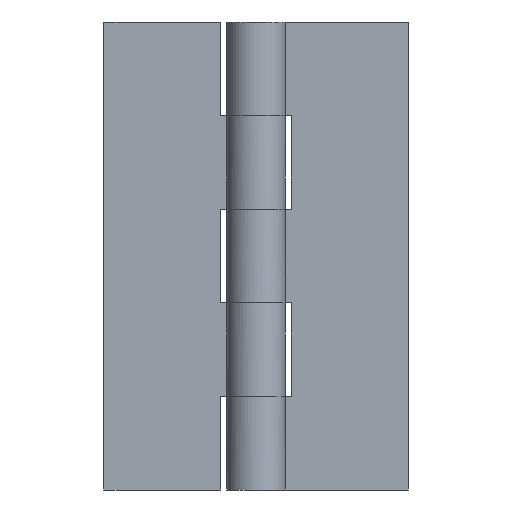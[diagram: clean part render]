
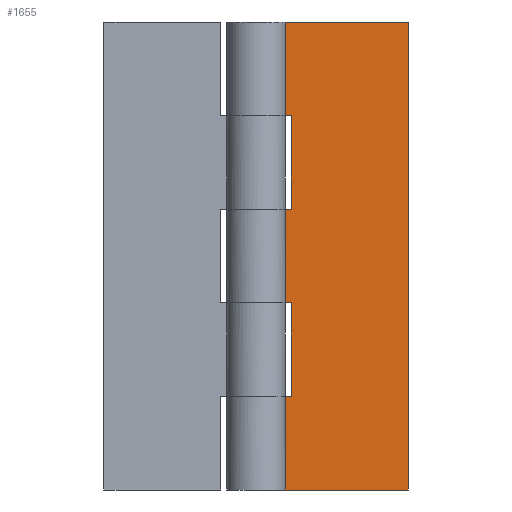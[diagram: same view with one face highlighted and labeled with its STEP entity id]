
A CAD part, front view. The second image highlights one B-rep face of the part: STEP entity #1655.
In plain terms, the highlighted free-form (B-spline) face has degree [1, 1] with [2, 2] control points.
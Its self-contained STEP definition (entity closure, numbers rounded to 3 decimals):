
#937=CARTESIAN_POINT('',(0.0,1.0,8.0));
#938=VERTEX_POINT('',#937);
#939=CARTESIAN_POINT('',(0.0,1.0,0.0));
#940=VERTEX_POINT('',#939);
#941=CARTESIAN_POINT('',(0.0,1.0,8.0));
#942=CARTESIAN_POINT('',(0.0,1.0,0.0));
#943=QUASI_UNIFORM_CURVE('',1,(#941,#942),.UNSPECIFIED.,.F.,.U.);
#944=EDGE_CURVE('',#938,#940,#943,.T.);
#1053=CARTESIAN_POINT('',(0.0,1.0,32.0));
#1054=VERTEX_POINT('',#1053);
#1083=CARTESIAN_POINT('',(0.0,1.0,40.0));
#1084=VERTEX_POINT('',#1083);
#1085=CARTESIAN_POINT('',(0.0,1.0,40.0));
#1086=CARTESIAN_POINT('',(0.0,1.0,32.0));
#1087=QUASI_UNIFORM_CURVE('',1,(#1085,#1086),.UNSPECIFIED.,.F.,.U.);
#1088=EDGE_CURVE('',#1084,#1054,#1087,.T.);
#1168=CARTESIAN_POINT('',(0.0,1.0,24.0));
#1169=VERTEX_POINT('',#1168);
#1196=CARTESIAN_POINT('',(3.0,1.0,24.0));
#1197=VERTEX_POINT('',#1196);
#1198=CARTESIAN_POINT('',(0.0,1.0,24.0));
#1199=CARTESIAN_POINT('',(3.0,1.0,24.0));
#1200=QUASI_UNIFORM_CURVE('',1,(#1198,#1199),.UNSPECIFIED.,.F.,.U.);
#1201=EDGE_CURVE('',#1169,#1197,#1200,.T.);
#1231=CARTESIAN_POINT('',(3.0,1.0,32.0));
#1232=VERTEX_POINT('',#1231);
#1238=CARTESIAN_POINT('',(3.0,1.0,32.0));
#1239=CARTESIAN_POINT('',(0.0,1.0,32.0));
#1240=QUASI_UNIFORM_CURVE('',1,(#1238,#1239),.UNSPECIFIED.,.F.,.U.);
#1241=EDGE_CURVE('',#1232,#1054,#1240,.T.);
#1253=CARTESIAN_POINT('',(3.0,1.0,24.0));
#1254=CARTESIAN_POINT('',(3.0,1.0,32.0));
#1255=QUASI_UNIFORM_CURVE('',1,(#1253,#1254),.UNSPECIFIED.,.F.,.U.);
#1256=EDGE_CURVE('',#1197,#1232,#1255,.T.);
#1273=CARTESIAN_POINT('',(3.0,1.0,16.0));
#1274=VERTEX_POINT('',#1273);
#1275=CARTESIAN_POINT('',(0.0,1.0,16.0));
#1276=VERTEX_POINT('',#1275);
#1277=CARTESIAN_POINT('',(3.0,1.0,16.0));
#1278=CARTESIAN_POINT('',(0.0,1.0,16.0));
#1279=QUASI_UNIFORM_CURVE('',1,(#1277,#1278),.UNSPECIFIED.,.F.,.U.);
#1280=EDGE_CURVE('',#1274,#1276,#1279,.T.);
#1373=CARTESIAN_POINT('',(3.0,1.0,8.0));
#1374=VERTEX_POINT('',#1373);
#1375=CARTESIAN_POINT('',(0.0,1.0,8.0));
#1376=CARTESIAN_POINT('',(3.0,1.0,8.0));
#1377=QUASI_UNIFORM_CURVE('',1,(#1375,#1376),.UNSPECIFIED.,.F.,.U.);
#1378=EDGE_CURVE('',#938,#1374,#1377,.T.);
#1438=CARTESIAN_POINT('',(3.0,1.0,8.0));
#1439=CARTESIAN_POINT('',(3.0,1.0,16.0));
#1440=QUASI_UNIFORM_CURVE('',1,(#1438,#1439),.UNSPECIFIED.,.F.,.U.);
#1441=EDGE_CURVE('',#1374,#1274,#1440,.T.);
#1467=CARTESIAN_POINT('',(13.0,1.0,0.0));
#1468=VERTEX_POINT('',#1467);
#1474=CARTESIAN_POINT('',(13.0,1.0,0.0));
#1475=CARTESIAN_POINT('',(0.0,1.0,0.0));
#1476=QUASI_UNIFORM_CURVE('',1,(#1474,#1475),.UNSPECIFIED.,.F.,.U.);
#1477=EDGE_CURVE('',#1468,#940,#1476,.T.);
#1531=CARTESIAN_POINT('',(13.0,1.0,40.0));
#1532=VERTEX_POINT('',#1531);
#1533=CARTESIAN_POINT('',(13.0,1.0,40.0));
#1534=CARTESIAN_POINT('',(0.0,1.0,40.0));
#1535=QUASI_UNIFORM_CURVE('',1,(#1533,#1534),.UNSPECIFIED.,.F.,.U.);
#1536=EDGE_CURVE('',#1532,#1084,#1535,.T.);
#1621=CARTESIAN_POINT('',(0.0,1.0,24.0));
#1622=CARTESIAN_POINT('',(0.0,1.0,16.0));
#1623=QUASI_UNIFORM_CURVE('',1,(#1621,#1622),.UNSPECIFIED.,.F.,.U.);
#1624=EDGE_CURVE('',#1169,#1276,#1623,.T.);
#1632=CARTESIAN_POINT('',(-0.649,1.0,41.998));
#1633=CARTESIAN_POINT('',(-0.649,1.0,-1.998));
#1634=CARTESIAN_POINT('',(13.649,1.0,41.998));
#1635=CARTESIAN_POINT('',(13.649,1.0,-1.998));
#1636=B_SPLINE_SURFACE_WITH_KNOTS('',1,1,((#1632,#1634),(#1633,#1635)),.UNSPECIFIED.,.F.,.F.,.U.,(2,2),(2,2),(0.0,43.996),(0.0,14.299),.UNSPECIFIED.);
#1637=ORIENTED_EDGE('',*,*,#1241,.F.);
#1638=ORIENTED_EDGE('',*,*,#1256,.F.);
#1639=ORIENTED_EDGE('',*,*,#1201,.F.);
#1640=ORIENTED_EDGE('',*,*,#1624,.T.);
#1641=ORIENTED_EDGE('',*,*,#1280,.F.);
#1642=ORIENTED_EDGE('',*,*,#1441,.F.);
#1643=ORIENTED_EDGE('',*,*,#1378,.F.);
#1644=ORIENTED_EDGE('',*,*,#944,.T.);
#1645=ORIENTED_EDGE('',*,*,#1477,.F.);
#1646=CARTESIAN_POINT('',(13.0,1.0,40.0));
#1647=CARTESIAN_POINT('',(13.0,1.0,0.0));
#1648=QUASI_UNIFORM_CURVE('',1,(#1646,#1647),.UNSPECIFIED.,.F.,.U.);
#1649=EDGE_CURVE('',#1532,#1468,#1648,.T.);
#1650=ORIENTED_EDGE('',*,*,#1649,.F.);
#1651=ORIENTED_EDGE('',*,*,#1536,.T.);
#1652=ORIENTED_EDGE('',*,*,#1088,.T.);
#1653=EDGE_LOOP('',(#1637,#1638,#1639,#1640,#1641,#1642,#1643,#1644,#1645,#1650,#1651,#1652));
#1654=FACE_OUTER_BOUND('',#1653,.T.);
#1655=ADVANCED_FACE('',(#1654),#1636,.T.);
